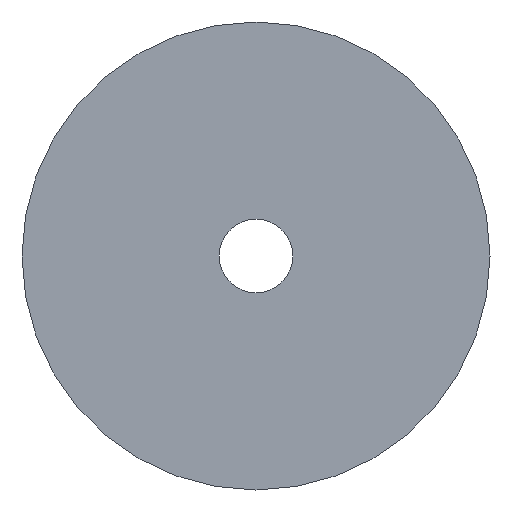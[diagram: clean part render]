
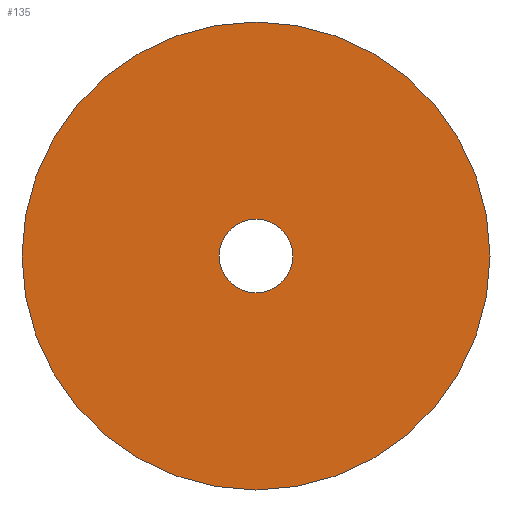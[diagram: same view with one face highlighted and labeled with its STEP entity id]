
A CAD part, front view. The second image highlights one B-rep face of the part: STEP entity #135.
In plain terms, the highlighted planar face has unit normal (0, -1, 0).
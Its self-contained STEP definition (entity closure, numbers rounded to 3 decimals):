
#34=FACE_BOUND('',#56,.T.);
#43=FACE_OUTER_BOUND('',#55,.T.);
#55=EDGE_LOOP('',(#122));
#56=EDGE_LOOP('',(#123));
#63=CIRCLE('',#160,1.);
#66=CIRCLE('',#166,6.35);
#74=VERTEX_POINT('',#240);
#76=VERTEX_POINT('',#249);
#85=EDGE_CURVE('',#74,#74,#63,.T.);
#89=EDGE_CURVE('',#76,#76,#66,.T.);
#122=ORIENTED_EDGE('',*,*,#89,.T.);
#123=ORIENTED_EDGE('',*,*,#85,.T.);
#126=PLANE('',#171);
#135=ADVANCED_FACE('',(#43,#34),#126,.T.);
#160=AXIS2_PLACEMENT_3D('',#241,#195,#196);
#166=AXIS2_PLACEMENT_3D('',#250,#208,#209);
#171=AXIS2_PLACEMENT_3D('',#259,#220,#221);
#195=DIRECTION('center_axis',(0.,1.,0.));
#196=DIRECTION('ref_axis',(1.,0.,0.));
#208=DIRECTION('center_axis',(0.,-1.,0.));
#209=DIRECTION('ref_axis',(0.,0.,-1.));
#220=DIRECTION('center_axis',(0.,-1.,0.));
#221=DIRECTION('ref_axis',(0.,0.,-1.));
#240=CARTESIAN_POINT('',(-1.,0.,0.));
#241=CARTESIAN_POINT('Origin',(0.,0.,0.));
#249=CARTESIAN_POINT('',(0.,0.,6.35));
#250=CARTESIAN_POINT('Origin',(0.,0.,0.));
#259=CARTESIAN_POINT('Origin',(0.,0.,0.));
